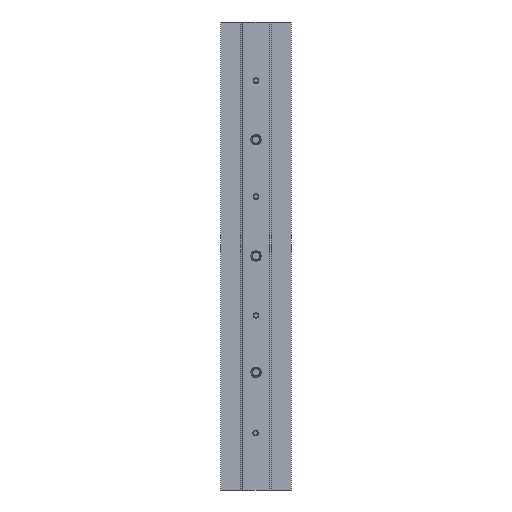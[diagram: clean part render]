
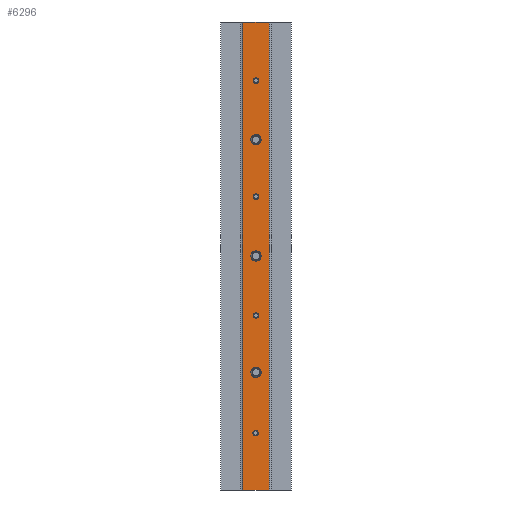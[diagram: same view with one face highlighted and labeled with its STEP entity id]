
A CAD part, front view. The second image highlights one B-rep face of the part: STEP entity #6296.
In plain terms, the highlighted planar face has unit normal (0, -1, 0).
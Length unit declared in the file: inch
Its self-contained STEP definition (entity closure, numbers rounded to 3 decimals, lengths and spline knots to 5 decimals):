
#62 = VERTEX_POINT ( 'NONE', #7047 ) ;
#630 = CARTESIAN_POINT ( 'NONE',  ( -0.21, 0., 0. ) ) ;
#1370 = VERTEX_POINT ( 'NONE', #630 ) ;
#1397 = EDGE_LOOP ( 'NONE', ( #8209, #5855, #7108, #1770 ) ) ;
#1541 = LINE ( 'NONE', #9859, #3907 ) ;
#1564 = CARTESIAN_POINT ( 'NONE',  ( -0.21, 0., -7.5 ) ) ;
#1770 = ORIENTED_EDGE ( 'NONE', *, *, #5496, .T. ) ;
#1937 = LINE ( 'NONE', #6325, #8363 ) ;
#2683 = VECTOR ( 'NONE', #4574, 39.37008 ) ;
#3277 = LINE ( 'NONE', #1564, #5160 ) ;
#3745 = DIRECTION ( 'NONE',  ( 0., 0., 1. ) ) ;
#3907 = VECTOR ( 'NONE', #5047, 39.37008 ) ;
#3915 = EDGE_CURVE ( 'NONE', #10287, #1370, #3277, .T. ) ;
#4274 = AXIS2_PLACEMENT_3D ( 'NONE', #9102, #8297, #5892 ) ;
#4574 = DIRECTION ( 'NONE',  ( 0., 0., 1. ) ) ;
#5047 = DIRECTION ( 'NONE',  ( 1., 0., 0. ) ) ;
#5078 = PLANE ( 'NONE',  #4274 ) ;
#5160 = VECTOR ( 'NONE', #3745, 39.37008 ) ;
#5496 = EDGE_CURVE ( 'NONE', #5568, #62, #8871, .T. ) ;
#5500 = DIRECTION ( 'NONE',  ( 1., 0., 0. ) ) ;
#5568 = VERTEX_POINT ( 'NONE', #9536 ) ;
#5855 = ORIENTED_EDGE ( 'NONE', *, *, #3915, .F. ) ;
#5892 = DIRECTION ( 'NONE',  ( 0., 0., -1. ) ) ;
#6249 = CARTESIAN_POINT ( 'NONE',  ( -0.21, 0., -7.5 ) ) ;
#6296 = ADVANCED_FACE ( 'NONE', ( #10402 ), #5078, .T. ) ;
#6325 = CARTESIAN_POINT ( 'NONE',  ( -0.21, 0., -7.5 ) ) ;
#7047 = CARTESIAN_POINT ( 'NONE',  ( 0.21, 0., 0. ) ) ;
#7108 = ORIENTED_EDGE ( 'NONE', *, *, #7895, .T. ) ;
#7895 = EDGE_CURVE ( 'NONE', #10287, #5568, #1937, .T. ) ;
#8209 = ORIENTED_EDGE ( 'NONE', *, *, #8673, .F. ) ;
#8297 = DIRECTION ( 'NONE',  ( 0., -1., 0. ) ) ;
#8363 = VECTOR ( 'NONE', #5500, 39.37008 ) ;
#8673 = EDGE_CURVE ( 'NONE', #1370, #62, #1541, .T. ) ;
#8871 = LINE ( 'NONE', #10280, #2683 ) ;
#9102 = CARTESIAN_POINT ( 'NONE',  ( -0.21, 0., -7.5 ) ) ;
#9536 = CARTESIAN_POINT ( 'NONE',  ( 0.21, 0., -7.5 ) ) ;
#9859 = CARTESIAN_POINT ( 'NONE',  ( -0.21, 0., 0. ) ) ;
#10280 = CARTESIAN_POINT ( 'NONE',  ( 0.21, 0., -7.5 ) ) ;
#10287 = VERTEX_POINT ( 'NONE', #6249 ) ;
#10402 = FACE_OUTER_BOUND ( 'NONE', #1397, .T. ) ;
